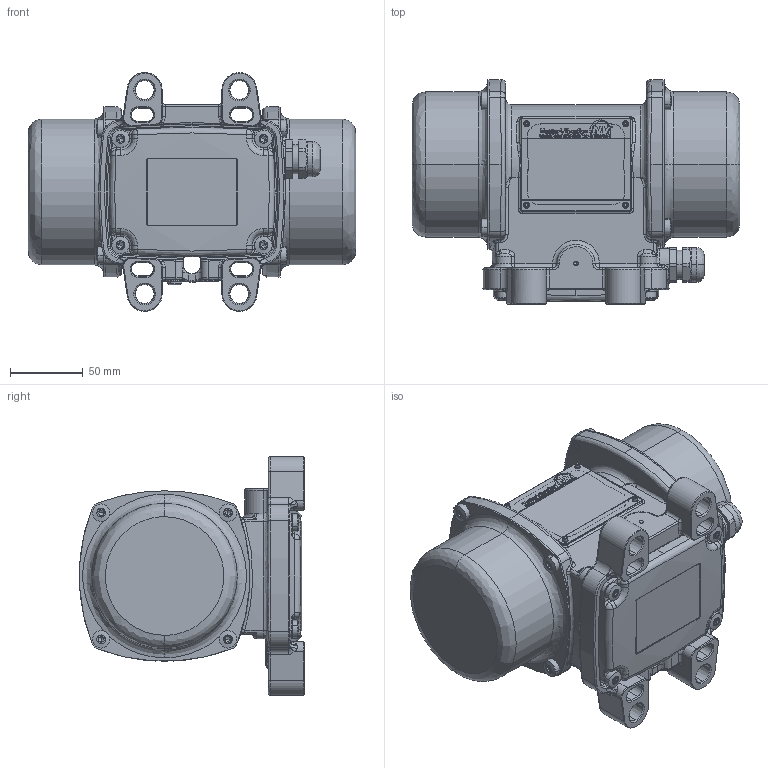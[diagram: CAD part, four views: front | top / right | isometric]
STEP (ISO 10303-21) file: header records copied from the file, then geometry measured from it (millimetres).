
FILE_DESCRIPTION (( 'STEP AP214' ), '1' );
FILE_NAME ('NED 50200 -12V-24V.STEP', '2021-07-08T11:59:15', ( '' ), ( '' ), 'SwSTEP 2.0', 'SolidWorks 2015', '' );
FILE_SCHEMA (( 'AUTOMOTIVE_DESIGN' ));
Length unit declared in the file: millimetre
Products named in the file (1): NED 50200 -12V-24V
Bounding box: 225 x 154.36 x 164 mm (x, y, z)
Volume: 689516.1 mm3; surface area: 337754.6 mm2
Topology: 22 solids, 22 shells, 3001 faces, 7999 edges, 5164 vertices
Faces by surface type: bspline 1229, plane 770, cylinder 762, cone 240
Entity records: 153632 total; most frequent: CARTESIAN_POINT 85515, ORIENTED_EDGE 15804, DIRECTION 11149, EDGE_CURVE 7902, VERTEX_POINT 5164, AXIS2_PLACEMENT_3D 4092, EDGE_LOOP 3302, ADVANCED_FACE 3001
